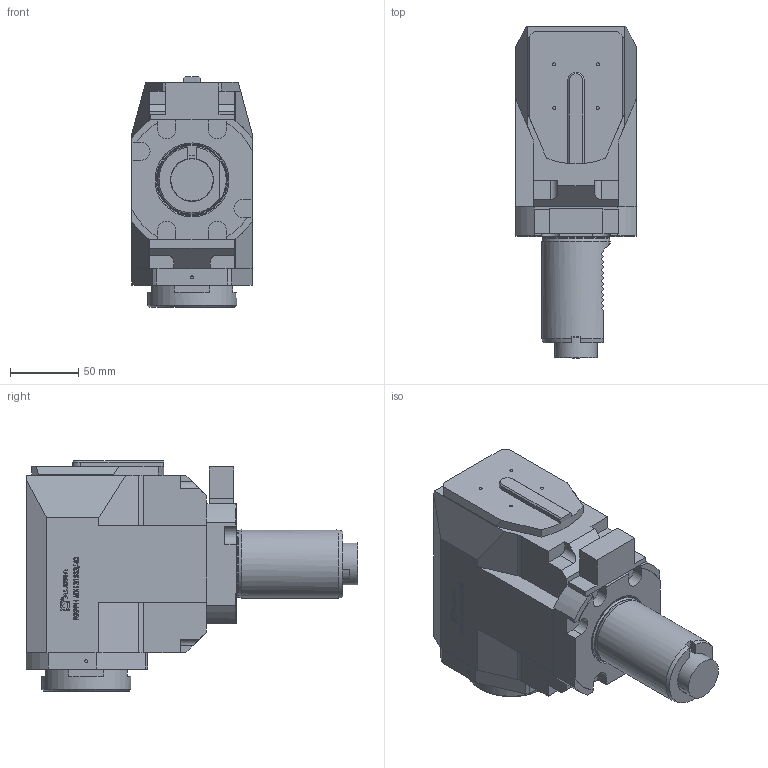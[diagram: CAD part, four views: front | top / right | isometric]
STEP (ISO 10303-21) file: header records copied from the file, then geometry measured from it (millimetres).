
FILE_DESCRIPTION (( 'STEP AP214' ), '1' );
FILE_NAME ('RRPPH50I131SS340.STEP', '2024-09-17T14:49:00', ( '' ), ( '' ), 'SwSTEP 2.0', 'SolidWorks 2023', '' );
FILE_SCHEMA (( 'AUTOMOTIVE_DESIGN' ));
Length unit declared in the file: millimetre
Products named in the file (1): RRPPH50I131SS340
Bounding box: 88 x 243 x 168.7 mm (x, y, z)
Volume: 1848211.8 mm3; surface area: 111670 mm2
Topology: 1 solids, 3 shells, 597 faces, 1582 edges, 1047 vertices
Faces by surface type: plane 398, bspline 111, cylinder 78, cone 7, torus 3
Full cylindrical faces by diameter (mm): 1.7 x1, 2.1 x1, 6 x2, 6.366 x1, 48.7 x1, 50 x1, 65.3 x1
Entity records: 28013 total; most frequent: CARTESIAN_POINT 10398, ORIENTED_EDGE 3122, DIRECTION 2403, EDGE_CURVE 1561, VECTOR 1087, LINE 1087, VERTEX_POINT 1041, EDGE_LOOP 668
